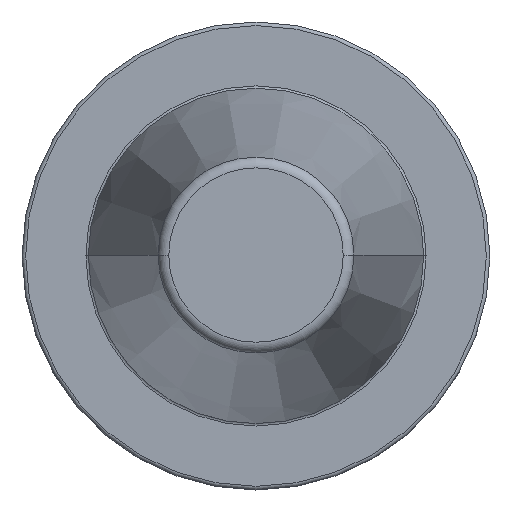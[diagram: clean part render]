
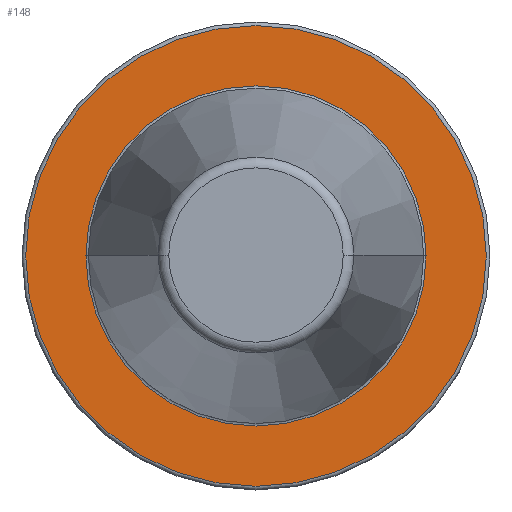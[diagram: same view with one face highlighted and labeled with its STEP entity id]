
A CAD part, top view. The second image highlights one B-rep face of the part: STEP entity #148.
In plain terms, the highlighted planar face has unit normal (0, 0, 1).
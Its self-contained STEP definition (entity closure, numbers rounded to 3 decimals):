
#76=PLANE('',#1138);
#102=FACE_BOUND('',#289,.T.);
#103=FACE_BOUND('',#290,.T.);
#148=ADVANCED_FACE('',(#102,#103),#76,.F.);
#289=EDGE_LOOP('',(#464,#465));
#290=EDGE_LOOP('',(#466));
#348=CIRCLE('',#1094,35.425);
#350=CIRCLE('',#1097,35.425);
#377=CIRCLE('',#1137,47.975);
#464=ORIENTED_EDGE('',*,*,#804,.T.);
#465=ORIENTED_EDGE('',*,*,#806,.T.);
#466=ORIENTED_EDGE('',*,*,#844,.T.);
#705=VERTEX_POINT('',#1532);
#708=VERTEX_POINT('',#1537);
#733=VERTEX_POINT('',#1617);
#804=EDGE_CURVE('',#705,#708,#348,.T.);
#806=EDGE_CURVE('',#708,#705,#350,.T.);
#844=EDGE_CURVE('',#733,#733,#377,.T.);
#1094=AXIS2_PLACEMENT_3D('',#1538,#1235,#1236);
#1097=AXIS2_PLACEMENT_3D('',#1541,#1241,#1242);
#1137=AXIS2_PLACEMENT_3D('',#1616,#1332,#1333);
#1138=AXIS2_PLACEMENT_3D('',#1618,#1334,#1335);
#1235=DIRECTION('',(0.,0.,-1.));
#1236=DIRECTION('',(-1.,0.,0.));
#1241=DIRECTION('',(0.,0.,-1.));
#1242=DIRECTION('',(-1.,0.,0.));
#1332=DIRECTION('',(0.,0.,1.));
#1333=DIRECTION('',(-1.,0.,0.));
#1334=DIRECTION('',(0.,0.,-1.));
#1335=DIRECTION('',(1.,0.,0.));
#1532=CARTESIAN_POINT('',(-35.425,0.,-3.2));
#1537=CARTESIAN_POINT('',(35.425,0.,-3.2));
#1538=CARTESIAN_POINT('',(0.,0.,-3.2));
#1541=CARTESIAN_POINT('',(0.,0.,-3.2));
#1616=CARTESIAN_POINT('',(0.,0.,-3.2));
#1617=CARTESIAN_POINT('',(-47.975,0.,-3.2));
#1618=CARTESIAN_POINT('',(0.,35.425,-3.2));
